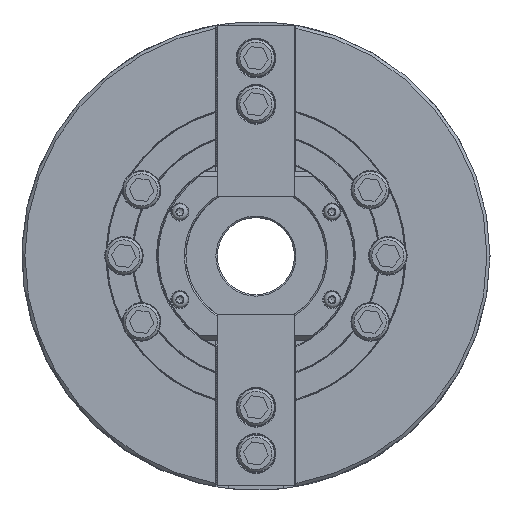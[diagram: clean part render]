
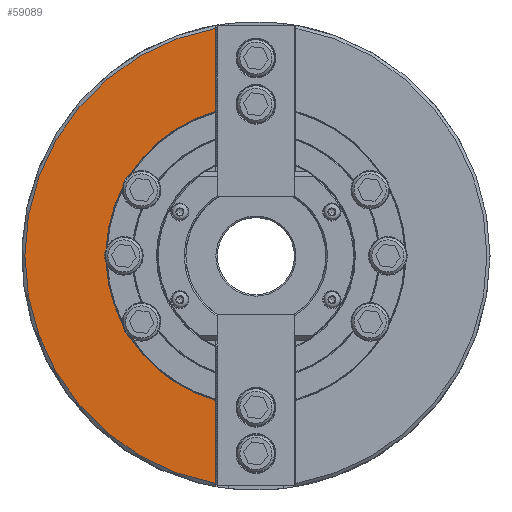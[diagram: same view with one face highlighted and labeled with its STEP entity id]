
A CAD part, top view. The second image highlights one B-rep face of the part: STEP entity #59089.
In plain terms, the highlighted planar face has unit normal (0, 0, 1).
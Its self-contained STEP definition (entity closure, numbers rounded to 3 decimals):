
#840=PLANE('',#62821);
#3089=LINE('',#86190,#9811);
#3130=LINE('',#86288,#9852);
#9811=VECTOR('',#68293,1000.);
#9852=VECTOR('',#68388,1000.);
#17288=CIRCLE('',#62603,150.);
#17335=CIRCLE('',#62675,12.5);
#17339=CIRCLE('',#62682,12.5);
#17346=CIRCLE('',#62692,12.5);
#17415=CIRCLE('',#62797,97.4);
#17429=CIRCLE('',#62822,97.4);
#17430=CIRCLE('',#62823,97.4);
#17431=CIRCLE('',#62824,97.4);
#19359=ORIENTED_EDGE('',*,*,#36937,.T.);
#19360=ORIENTED_EDGE('',*,*,#36678,.T.);
#19361=ORIENTED_EDGE('',*,*,#36880,.F.);
#19362=ORIENTED_EDGE('',*,*,#36983,.T.);
#19363=ORIENTED_EDGE('',*,*,#36756,.T.);
#19364=ORIENTED_EDGE('',*,*,#36997,.T.);
#19365=ORIENTED_EDGE('',*,*,#36777,.T.);
#19366=ORIENTED_EDGE('',*,*,#36998,.T.);
#19367=ORIENTED_EDGE('',*,*,#36743,.T.);
#19368=ORIENTED_EDGE('',*,*,#36999,.T.);
#36678=EDGE_CURVE('',#45596,#45594,#17288,.T.);
#36743=EDGE_CURVE('',#45664,#45663,#17335,.T.);
#36756=EDGE_CURVE('',#45672,#45670,#17339,.T.);
#36777=EDGE_CURVE('',#45688,#45686,#17346,.T.);
#36880=EDGE_CURVE('',#45766,#45594,#3089,.T.);
#36937=EDGE_CURVE('',#45797,#45596,#3130,.T.);
#36983=EDGE_CURVE('',#45766,#45672,#17415,.T.);
#36997=EDGE_CURVE('',#45670,#45688,#17429,.T.);
#36998=EDGE_CURVE('',#45686,#45664,#17430,.T.);
#36999=EDGE_CURVE('',#45663,#45797,#17431,.T.);
#45594=VERTEX_POINT('',#85342);
#45596=VERTEX_POINT('',#85345);
#45663=VERTEX_POINT('',#85749);
#45664=VERTEX_POINT('',#85751);
#45670=VERTEX_POINT('',#85787);
#45672=VERTEX_POINT('',#85790);
#45686=VERTEX_POINT('',#85857);
#45688=VERTEX_POINT('',#85860);
#45766=VERTEX_POINT('',#86189);
#45797=VERTEX_POINT('',#86289);
#51908=EDGE_LOOP('',(#19359,#19360,#19361,#19362,#19363,#19364,#19365,#19366,
#19367,#19368));
#55501=FACE_BOUND('',#51908,.T.);
#59089=ADVANCED_FACE('',(#55501),#840,.F.);
#62603=AXIS2_PLACEMENT_3D('',#85344,#67985,#67986);
#62675=AXIS2_PLACEMENT_3D('',#85750,#68129,#68130);
#62682=AXIS2_PLACEMENT_3D('',#85789,#68147,#68148);
#62692=AXIS2_PLACEMENT_3D('',#85859,#68171,#68172);
#62797=AXIS2_PLACEMENT_3D('',#86368,#68473,#68474);
#62821=AXIS2_PLACEMENT_3D('',#86393,#68521,#68522);
#62822=AXIS2_PLACEMENT_3D('',#86394,#68523,#68524);
#62823=AXIS2_PLACEMENT_3D('',#86395,#68525,#68526);
#62824=AXIS2_PLACEMENT_3D('',#86396,#68527,#68528);
#67985=DIRECTION('',(0.,0.,1.));
#67986=DIRECTION('',(-1.,0.,0.));
#68129=DIRECTION('',(0.,0.,-1.));
#68130=DIRECTION('',(1.,0.,0.));
#68147=DIRECTION('',(0.,0.,-1.));
#68148=DIRECTION('',(1.,0.,0.));
#68171=DIRECTION('',(0.,0.,-1.));
#68172=DIRECTION('',(1.,0.,0.));
#68293=DIRECTION('',(0.,-1.,0.));
#68388=DIRECTION('',(0.,1.,0.));
#68473=DIRECTION('',(0.,0.,-1.));
#68474=DIRECTION('',(-1.,0.,0.));
#68521=DIRECTION('',(0.,0.,-1.));
#68522=DIRECTION('',(-1.,0.,0.));
#68523=DIRECTION('',(0.,0.,-1.));
#68524=DIRECTION('',(-1.,0.,0.));
#68525=DIRECTION('',(0.,0.,-1.));
#68526=DIRECTION('',(-1.,0.,0.));
#68527=DIRECTION('',(0.,0.,-1.));
#68528=DIRECTION('',(-1.,0.,0.));
#85342=CARTESIAN_POINT('',(-26.,-147.729,0.));
#85344=CARTESIAN_POINT('',(0.,0.,0.));
#85345=CARTESIAN_POINT('',(-26.,147.729,0.));
#85749=CARTESIAN_POINT('',(-81.878,52.752,0.));
#85750=CARTESIAN_POINT('',(-74.236,42.86,0.));
#85751=CARTESIAN_POINT('',(-86.623,44.533,0.));
#85787=CARTESIAN_POINT('',(-86.623,-44.533,0.));
#85789=CARTESIAN_POINT('',(-74.236,-42.86,0.));
#85790=CARTESIAN_POINT('',(-81.878,-52.752,0.));
#85857=CARTESIAN_POINT('',(-97.284,4.745,0.));
#85859=CARTESIAN_POINT('',(-85.72,0.,0.));
#85860=CARTESIAN_POINT('',(-97.284,-4.745,0.));
#86189=CARTESIAN_POINT('',(-26.,-93.866,0.));
#86190=CARTESIAN_POINT('',(-26.,-25.,0.));
#86288=CARTESIAN_POINT('',(-26.,25.,0.));
#86289=CARTESIAN_POINT('',(-26.,93.866,0.));
#86368=CARTESIAN_POINT('',(0.,0.,0.));
#86393=CARTESIAN_POINT('',(64.,0.,0.));
#86394=CARTESIAN_POINT('',(0.,0.,0.));
#86395=CARTESIAN_POINT('',(0.,0.,0.));
#86396=CARTESIAN_POINT('',(0.,0.,0.));
